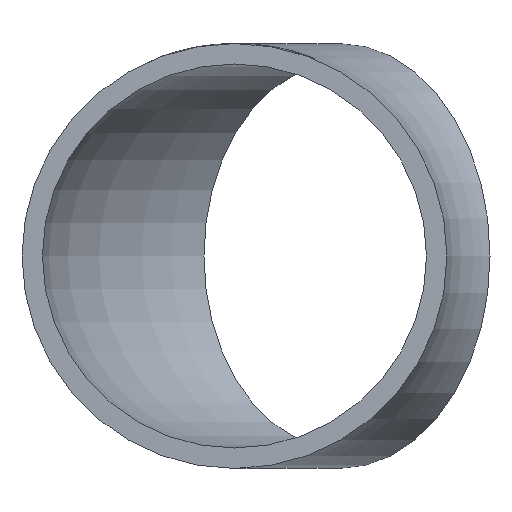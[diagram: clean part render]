
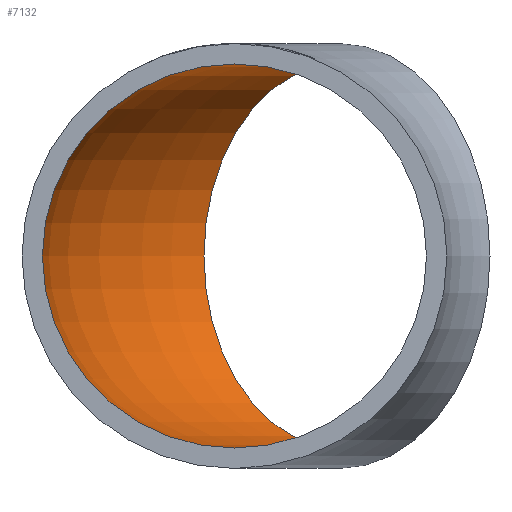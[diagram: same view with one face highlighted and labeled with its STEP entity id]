
A CAD part, front view. The second image highlights one B-rep face of the part: STEP entity #7132.
In plain terms, the highlighted toroidal (fillet/blend) face has major radius 51 mm and minor radius 27.25 mm.
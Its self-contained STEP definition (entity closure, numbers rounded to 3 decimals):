
#4 = DIRECTION ( 'NONE',  ( 0., 1., 0. ) ) ;
#239 = AXIS2_PLACEMENT_3D ( 'NONE', #17513, #4503, #11370 ) ;
#326 = DIRECTION ( 'NONE',  ( 0., 0., 1. ) ) ;
#3097 = DIRECTION ( 'NONE',  ( 0.707, 0.707, 0. ) ) ;
#4503 = DIRECTION ( 'NONE',  ( 0., 0., -1. ) ) ;
#5694 = EDGE_CURVE ( 'NONE', #8626, #8626, #11270, .T. ) ;
#6618 = CIRCLE ( 'NONE', #20482, 27.25 ) ;
#6679 = CARTESIAN_POINT ( 'NONE',  ( -36.062, 36.062, 0. ) ) ;
#7132 = ADVANCED_FACE ( 'NONE', ( #12841, #7982 ), #18479, .F. ) ;
#7848 = DIRECTION ( 'NONE',  ( -0.707, 0.707, 0. ) ) ;
#7893 = AXIS2_PLACEMENT_3D ( 'NONE', #14810, #4, #326 ) ;
#7982 = FACE_OUTER_BOUND ( 'NONE', #11873, .T. ) ;
#8626 = VERTEX_POINT ( 'NONE', #15176 ) ;
#10117 = EDGE_LOOP ( 'NONE', ( #19509 ) ) ;
#10204 = VERTEX_POINT ( 'NONE', #15068 ) ;
#11270 = CIRCLE ( 'NONE', #7893, 27.25 ) ;
#11370 = DIRECTION ( 'NONE',  ( -1., 0., 0. ) ) ;
#11873 = EDGE_LOOP ( 'NONE', ( #18962 ) ) ;
#12841 = FACE_OUTER_BOUND ( 'NONE', #10117, .T. ) ;
#14810 = CARTESIAN_POINT ( 'NONE',  ( -51., 0., 0. ) ) ;
#15068 = CARTESIAN_POINT ( 'NONE',  ( -55.331, 55.331, 0. ) ) ;
#15176 = CARTESIAN_POINT ( 'NONE',  ( -51., 0., 27.25 ) ) ;
#17513 = CARTESIAN_POINT ( 'NONE',  ( 0., 0., 0. ) ) ;
#18389 = EDGE_CURVE ( 'NONE', #10204, #10204, #6618, .T. ) ;
#18479 = TOROIDAL_SURFACE ( 'NONE', #239, 51., 27.25 ) ;
#18962 = ORIENTED_EDGE ( 'NONE', *, *, #5694, .F. ) ;
#19509 = ORIENTED_EDGE ( 'NONE', *, *, #18389, .T. ) ;
#20482 = AXIS2_PLACEMENT_3D ( 'NONE', #6679, #3097, #7848 ) ;
